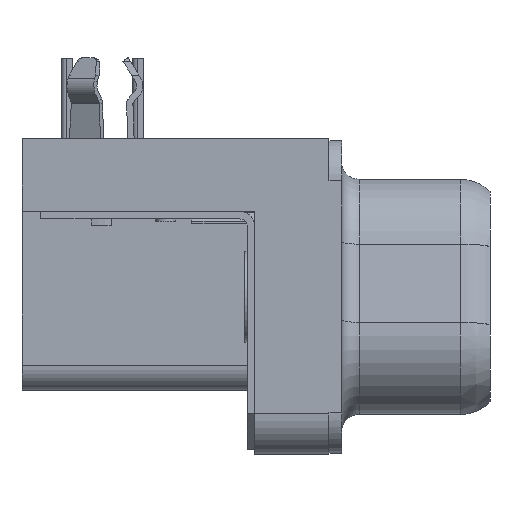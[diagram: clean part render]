
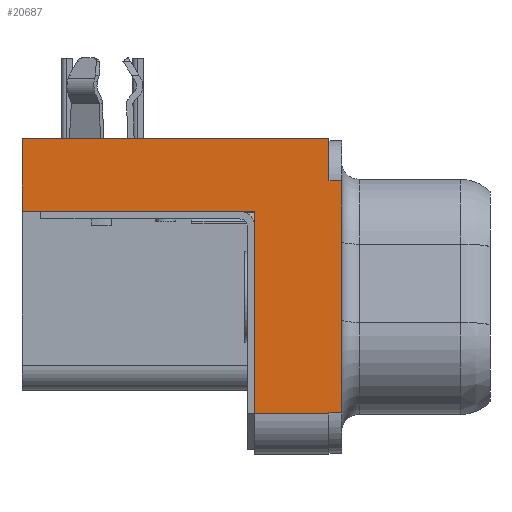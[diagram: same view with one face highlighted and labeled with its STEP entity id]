
A CAD part, left-side view. The second image highlights one B-rep face of the part: STEP entity #20687.
In plain terms, the highlighted planar face has unit normal (-1, 0, 0).
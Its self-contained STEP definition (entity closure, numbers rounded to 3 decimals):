
#451=PLANE('',#22057);
#1312=LINE('',#31530,#3508);
#1404=LINE('',#31813,#3600);
#1671=LINE('',#32450,#3867);
#1672=LINE('',#32453,#3868);
#1673=LINE('',#32456,#3869);
#1674=LINE('',#32458,#3870);
#1675=LINE('',#32459,#3871);
#1676=LINE('',#32461,#3872);
#1677=LINE('',#32463,#3873);
#1678=LINE('',#32464,#3874);
#3508=VECTOR('',#24084,1000.);
#3600=VECTOR('',#24338,1000.);
#3867=VECTOR('',#24897,1000.);
#3868=VECTOR('',#24902,1000.);
#3869=VECTOR('',#24905,1000.);
#3870=VECTOR('',#24906,1000.);
#3871=VECTOR('',#24907,1000.);
#3872=VECTOR('',#24908,10.);
#3873=VECTOR('',#24909,10.);
#3874=VECTOR('',#24910,1000.);
#6037=FACE_OUTER_BOUND('',#7205,.T.);
#7205=EDGE_LOOP('',(#15217,#15218,#15219,#15220,#15221,#15222,#15223,#15224,
#15225,#15226));
#9280=VERTEX_POINT('',#31527);
#9281=VERTEX_POINT('',#31529);
#9390=VERTEX_POINT('',#31810);
#9391=VERTEX_POINT('',#31812);
#9610=VERTEX_POINT('',#32447);
#9611=VERTEX_POINT('',#32449);
#9612=VERTEX_POINT('',#32455);
#9613=VERTEX_POINT('',#32457);
#9614=VERTEX_POINT('',#32460);
#9615=VERTEX_POINT('',#32462);
#11300=EDGE_CURVE('',#9280,#9281,#1312,.T.);
#11440=EDGE_CURVE('',#9391,#9390,#1404,.T.);
#11760=EDGE_CURVE('',#9611,#9610,#1671,.T.);
#11762=EDGE_CURVE('',#9611,#9390,#1672,.T.);
#11763=EDGE_CURVE('',#9610,#9612,#1673,.T.);
#11764=EDGE_CURVE('',#9613,#9612,#1674,.T.);
#11765=EDGE_CURVE('',#9281,#9613,#1675,.T.);
#11766=EDGE_CURVE('',#9614,#9280,#1676,.T.);
#11767=EDGE_CURVE('',#9614,#9615,#1677,.T.);
#11768=EDGE_CURVE('',#9615,#9391,#1678,.T.);
#15217=ORIENTED_EDGE('',*,*,#11763,.T.);
#15218=ORIENTED_EDGE('',*,*,#11764,.F.);
#15219=ORIENTED_EDGE('',*,*,#11765,.F.);
#15220=ORIENTED_EDGE('',*,*,#11300,.F.);
#15221=ORIENTED_EDGE('',*,*,#11766,.F.);
#15222=ORIENTED_EDGE('',*,*,#11767,.T.);
#15223=ORIENTED_EDGE('',*,*,#11768,.T.);
#15224=ORIENTED_EDGE('',*,*,#11440,.T.);
#15225=ORIENTED_EDGE('',*,*,#11762,.F.);
#15226=ORIENTED_EDGE('',*,*,#11760,.T.);
#20687=ADVANCED_FACE('',(#6037),#451,.T.);
#22057=AXIS2_PLACEMENT_3D('',#32454,#24903,#24904);
#24084=DIRECTION('',(0.,0.,1.));
#24338=DIRECTION('',(0.,0.,1.));
#24897=DIRECTION('',(0.,0.,1.));
#24902=DIRECTION('',(0.,-1.,0.));
#24903=DIRECTION('center_axis',(-1.,0.,0.));
#24904=DIRECTION('ref_axis',(0.,0.,1.));
#24905=DIRECTION('',(0.,1.,0.));
#24906=DIRECTION('',(0.,0.,1.));
#24907=DIRECTION('',(0.,1.,0.));
#24908=DIRECTION('',(0.,1.,0.));
#24909=DIRECTION('',(0.,0.,1.));
#24910=DIRECTION('',(0.,-1.,0.));
#31527=CARTESIAN_POINT('',(-15.405,2.95,-10.95));
#31529=CARTESIAN_POINT('',(-15.405,2.95,-2.9));
#31530=CARTESIAN_POINT('',(-15.405,2.95,-10.95));
#31810=CARTESIAN_POINT('',(-15.405,-0.5,-1.69));
#31812=CARTESIAN_POINT('',(-15.405,-0.5,-10.91));
#31813=CARTESIAN_POINT('',(-15.405,-0.5,-10.91));
#32447=CARTESIAN_POINT('',(-15.405,0.,0.));
#32449=CARTESIAN_POINT('',(-15.405,0.,-1.69));
#32450=CARTESIAN_POINT('',(-15.405,0.,-1.69));
#32453=CARTESIAN_POINT('',(-15.405,0.,-1.69));
#32454=CARTESIAN_POINT('Origin',(-15.405,0.,-10.95));
#32455=CARTESIAN_POINT('',(-15.405,12.2,0.));
#32456=CARTESIAN_POINT('',(-15.405,0.,0.));
#32457=CARTESIAN_POINT('',(-15.405,12.2,-2.9));
#32458=CARTESIAN_POINT('',(-15.405,12.2,-2.9));
#32459=CARTESIAN_POINT('',(-15.405,2.95,-2.9));
#32460=CARTESIAN_POINT('',(-15.405,0.,-10.95));
#32461=CARTESIAN_POINT('',(-15.405,0.,-10.95));
#32462=CARTESIAN_POINT('',(-15.405,0.,-10.91));
#32463=CARTESIAN_POINT('',(-15.405,0.,-10.95));
#32464=CARTESIAN_POINT('',(-15.405,0.,-10.91));
